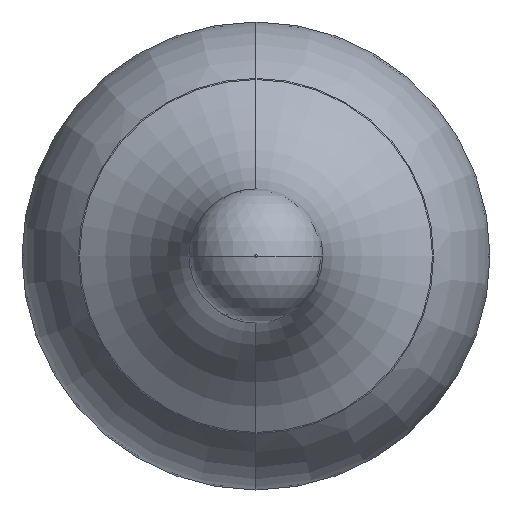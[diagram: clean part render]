
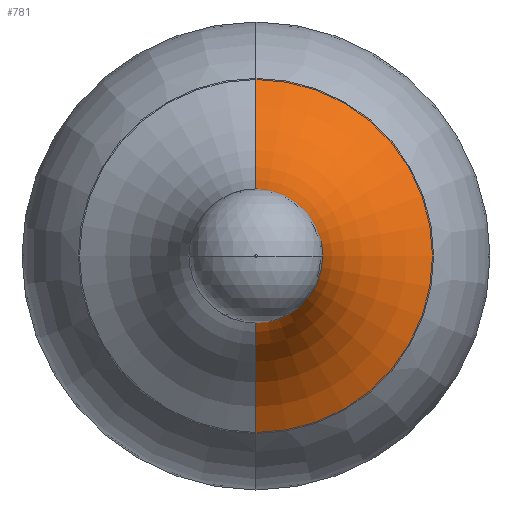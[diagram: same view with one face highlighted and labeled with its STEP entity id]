
A CAD part, left-side view. The second image highlights one B-rep face of the part: STEP entity #781.
In plain terms, the highlighted toroidal (fillet/blend) face has major radius 3.644 mm and minor radius 2.793 mm.
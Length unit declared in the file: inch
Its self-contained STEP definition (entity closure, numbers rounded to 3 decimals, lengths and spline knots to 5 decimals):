
#60 = DIRECTION ( 'NONE',  ( 0., 0., 1. ) ) ;
#80 = EDGE_LOOP ( 'NONE', ( #899, #1094, #569, #294, #565 ) ) ;
#84 = VERTEX_POINT ( 'NONE', #1229 ) ;
#92 = CARTESIAN_POINT ( 'NONE',  ( 0.04525, 0., -0.03358 ) ) ;
#97 = CARTESIAN_POINT ( 'NONE',  ( 0.04525, 0., 0. ) ) ;
#185 = AXIS2_PLACEMENT_3D ( 'NONE', #329, #1033, #425 ) ;
#198 = DIRECTION ( 'NONE',  ( 0., 0., 1. ) ) ;
#220 = EDGE_CURVE ( 'NONE', #601, #84, #554, .T. ) ;
#224 = CARTESIAN_POINT ( 'NONE',  ( 0.13878, 0., 0. ) ) ;
#266 = DIRECTION ( 'NONE',  ( 0., 0., 1. ) ) ;
#294 = ORIENTED_EDGE ( 'NONE', *, *, #220, .F. ) ;
#318 = VERTEX_POINT ( 'NONE', #92 ) ;
#329 = CARTESIAN_POINT ( 'NONE',  ( 0.04109, 0., -0.14346 ) ) ;
#330 = DIRECTION ( 'NONE',  ( 0., 0., 1. ) ) ;
#356 = CARTESIAN_POINT ( 'NONE',  ( 0.04525, -0.03358, 0. ) ) ;
#359 = VERTEX_POINT ( 'NONE', #492 ) ;
#376 = EDGE_CURVE ( 'NONE', #318, #681, #920, .T. ) ;
#425 = DIRECTION ( 'NONE',  ( 0., 0., 1. ) ) ;
#439 = AXIS2_PLACEMENT_3D ( 'NONE', #1258, #661, #60 ) ;
#466 = AXIS2_PLACEMENT_3D ( 'NONE', #1176, #578, #863 ) ;
#492 = CARTESIAN_POINT ( 'NONE',  ( 0.13878, 0., -0.09298 ) ) ;
#537 = EDGE_CURVE ( 'NONE', #359, #84, #557, .T. ) ;
#554 = CIRCLE ( 'NONE', #466, 0.10996 ) ;
#557 = CIRCLE ( 'NONE', #775, 0.09298 ) ;
#565 = ORIENTED_EDGE ( 'NONE', *, *, #690, .F. ) ;
#569 = ORIENTED_EDGE ( 'NONE', *, *, #537, .T. ) ;
#572 = FACE_OUTER_BOUND ( 'NONE', #80, .T. ) ;
#578 = DIRECTION ( 'NONE',  ( 0., -1., 0. ) ) ;
#601 = VERTEX_POINT ( 'NONE', #1244 ) ;
#608 = TOROIDAL_SURFACE ( 'NONE', #909, 0.14346, 0.10996 ) ;
#661 = DIRECTION ( 'NONE',  ( -1., 0., 0. ) ) ;
#664 = DIRECTION ( 'NONE',  ( -1., 0., 0. ) ) ;
#667 = CARTESIAN_POINT ( 'NONE',  ( 0.04109, 0., 0. ) ) ;
#681 = VERTEX_POINT ( 'NONE', #356 ) ;
#690 = EDGE_CURVE ( 'NONE', #681, #601, #699, .T. ) ;
#699 = CIRCLE ( 'NONE', #439, 0.03358 ) ;
#775 = AXIS2_PLACEMENT_3D ( 'NONE', #224, #926, #330 ) ;
#781 = ADVANCED_FACE ( 'NONE', ( #572 ), #608, .F. ) ;
#805 = DIRECTION ( 'NONE',  ( -1., 0., 0. ) ) ;
#860 = CIRCLE ( 'NONE', #185, 0.10996 ) ;
#863 = DIRECTION ( 'NONE',  ( 0., 0., -1. ) ) ;
#899 = ORIENTED_EDGE ( 'NONE', *, *, #376, .F. ) ;
#909 = AXIS2_PLACEMENT_3D ( 'NONE', #667, #664, #266 ) ;
#920 = CIRCLE ( 'NONE', #1272, 0.03358 ) ;
#926 = DIRECTION ( 'NONE',  ( -1., 0., 0. ) ) ;
#1033 = DIRECTION ( 'NONE',  ( 0., 1., 0. ) ) ;
#1094 = ORIENTED_EDGE ( 'NONE', *, *, #1101, .T. ) ;
#1101 = EDGE_CURVE ( 'NONE', #318, #359, #860, .T. ) ;
#1176 = CARTESIAN_POINT ( 'NONE',  ( 0.04109, 0., 0.14346 ) ) ;
#1229 = CARTESIAN_POINT ( 'NONE',  ( 0.13878, 0., 0.09298 ) ) ;
#1244 = CARTESIAN_POINT ( 'NONE',  ( 0.04525, 0., 0.03358 ) ) ;
#1258 = CARTESIAN_POINT ( 'NONE',  ( 0.04525, 0., 0. ) ) ;
#1272 = AXIS2_PLACEMENT_3D ( 'NONE', #97, #805, #198 ) ;
